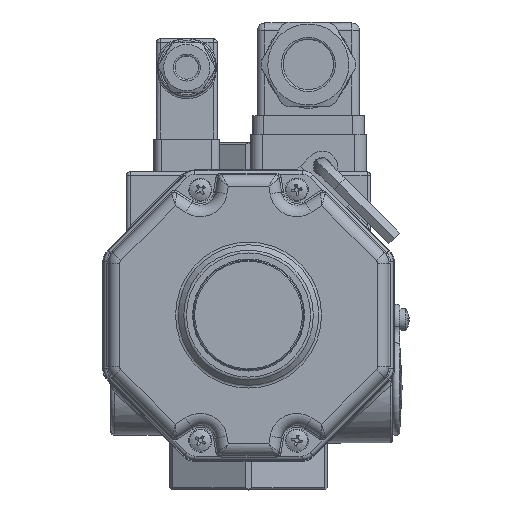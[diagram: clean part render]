
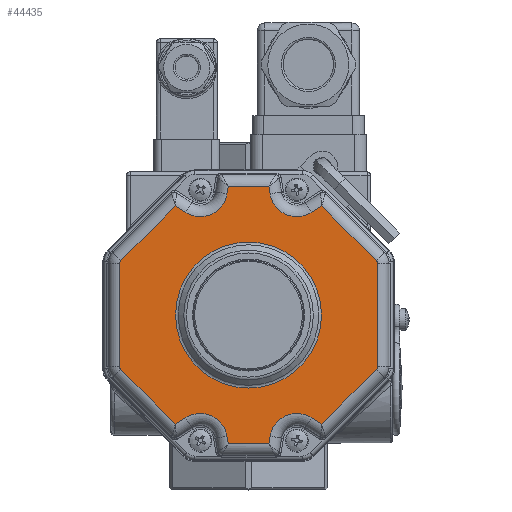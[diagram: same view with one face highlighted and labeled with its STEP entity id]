
A CAD part, top view. The second image highlights one B-rep face of the part: STEP entity #44435.
In plain terms, the highlighted face is planar.
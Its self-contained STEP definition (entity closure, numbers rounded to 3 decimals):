
#1505=PLANE('',#48688);
#4115=CIRCLE('',#48555,1.);
#4120=CIRCLE('',#48563,1.);
#4128=CIRCLE('',#48576,7.);
#4137=CIRCLE('',#48590,1.);
#4141=CIRCLE('',#48597,7.);
#4145=CIRCLE('',#48602,1.);
#4180=CIRCLE('',#48689,7.);
#4181=CIRCLE('',#48690,7.);
#4182=CIRCLE('',#48691,18.914);
#13004=ORIENTED_EDGE('',*,*,#19158,.T.);
#13005=ORIENTED_EDGE('',*,*,#19337,.T.);
#13006=ORIENTED_EDGE('',*,*,#19148,.T.);
#13007=ORIENTED_EDGE('',*,*,#19144,.T.);
#13008=ORIENTED_EDGE('',*,*,#19150,.T.);
#13009=ORIENTED_EDGE('',*,*,#19153,.T.);
#13010=ORIENTED_EDGE('',*,*,#19160,.T.);
#13011=ORIENTED_EDGE('',*,*,#19165,.T.);
#13012=ORIENTED_EDGE('',*,*,#19175,.T.);
#13013=ORIENTED_EDGE('',*,*,#19181,.T.);
#13014=ORIENTED_EDGE('',*,*,#19184,.T.);
#13015=ORIENTED_EDGE('',*,*,#19195,.T.);
#13016=ORIENTED_EDGE('',*,*,#19206,.T.);
#13017=ORIENTED_EDGE('',*,*,#19212,.T.);
#13018=ORIENTED_EDGE('',*,*,#19218,.T.);
#13019=ORIENTED_EDGE('',*,*,#19222,.T.);
#13020=ORIENTED_EDGE('',*,*,#19216,.T.);
#13021=ORIENTED_EDGE('',*,*,#19210,.T.);
#13022=ORIENTED_EDGE('',*,*,#19204,.T.);
#13023=ORIENTED_EDGE('',*,*,#19199,.T.);
#13024=ORIENTED_EDGE('',*,*,#19189,.T.);
#13025=ORIENTED_EDGE('',*,*,#19338,.T.);
#13026=ORIENTED_EDGE('',*,*,#19179,.T.);
#13027=ORIENTED_EDGE('',*,*,#19169,.T.);
#13028=ORIENTED_EDGE('',*,*,#19339,.T.);
#19144=EDGE_CURVE('',#22853,#22855,#25310,.T.);
#19148=EDGE_CURVE('',#22856,#22853,#25313,.T.);
#19150=EDGE_CURVE('',#22855,#22859,#4115,.T.);
#19153=EDGE_CURVE('',#22859,#22861,#25314,.T.);
#19158=EDGE_CURVE('',#22862,#22865,#25317,.T.);
#19160=EDGE_CURVE('',#22861,#22867,#4120,.T.);
#19165=EDGE_CURVE('',#22867,#22870,#25318,.T.);
#19169=EDGE_CURVE('',#22871,#22862,#25321,.T.);
#19175=EDGE_CURVE('',#22870,#22876,#25322,.T.);
#19179=EDGE_CURVE('',#22877,#22871,#25325,.T.);
#19181=EDGE_CURVE('',#22876,#22880,#4128,.T.);
#19184=EDGE_CURVE('',#22880,#22882,#25326,.T.);
#19189=EDGE_CURVE('',#22883,#22886,#25329,.T.);
#19195=EDGE_CURVE('',#22882,#22890,#25330,.T.);
#19199=EDGE_CURVE('',#22891,#22883,#25333,.T.);
#19204=EDGE_CURVE('',#22894,#22891,#4137,.T.);
#19206=EDGE_CURVE('',#22890,#22897,#25334,.T.);
#19210=EDGE_CURVE('',#22898,#22894,#25337,.T.);
#19212=EDGE_CURVE('',#22897,#22901,#4141,.T.);
#19216=EDGE_CURVE('',#22902,#22898,#4145,.T.);
#19218=EDGE_CURVE('',#22901,#22905,#25338,.T.);
#19222=EDGE_CURVE('',#22905,#22902,#25341,.T.);
#19337=EDGE_CURVE('',#22865,#22856,#4180,.T.);
#19338=EDGE_CURVE('',#22886,#22877,#4181,.T.);
#19339=EDGE_CURVE('',#22969,#22969,#4182,.T.);
#22853=VERTEX_POINT('',#76951);
#22855=VERTEX_POINT('',#76970);
#22856=VERTEX_POINT('',#76975);
#22859=VERTEX_POINT('',#76982);
#22861=VERTEX_POINT('',#76988);
#22862=VERTEX_POINT('',#77007);
#22865=VERTEX_POINT('',#77012);
#22867=VERTEX_POINT('',#77017);
#22870=VERTEX_POINT('',#77096);
#22871=VERTEX_POINT('',#77115);
#22876=VERTEX_POINT('',#77234);
#22877=VERTEX_POINT('',#77239);
#22880=VERTEX_POINT('',#77246);
#22882=VERTEX_POINT('',#77266);
#22883=VERTEX_POINT('',#77285);
#22886=VERTEX_POINT('',#77290);
#22890=VERTEX_POINT('',#77421);
#22891=VERTEX_POINT('',#77426);
#22894=VERTEX_POINT('',#77491);
#22897=VERTEX_POINT('',#77498);
#22898=VERTEX_POINT('',#77503);
#22901=VERTEX_POINT('',#77510);
#22902=VERTEX_POINT('',#77515);
#22905=VERTEX_POINT('',#77536);
#22969=VERTEX_POINT('',#77823);
#25310=LINE('',#76971,#27603);
#25313=LINE('',#76978,#27606);
#25314=LINE('',#76989,#27607);
#25317=LINE('',#77013,#27610);
#25318=LINE('',#77097,#27611);
#25321=LINE('',#77118,#27614);
#25322=LINE('',#77235,#27615);
#25325=LINE('',#77242,#27618);
#25326=LINE('',#77267,#27619);
#25329=LINE('',#77291,#27622);
#25330=LINE('',#77422,#27623);
#25333=LINE('',#77429,#27626);
#25334=LINE('',#77499,#27627);
#25337=LINE('',#77506,#27630);
#25338=LINE('',#77537,#27631);
#25341=LINE('',#77557,#27634);
#27603=VECTOR('',#58440,1000.);
#27606=VECTOR('',#58447,1000.);
#27607=VECTOR('',#58460,1000.);
#27610=VECTOR('',#58467,1000.);
#27611=VECTOR('',#58480,1000.);
#27614=VECTOR('',#58485,1000.);
#27615=VECTOR('',#58494,1000.);
#27618=VECTOR('',#58501,1000.);
#27619=VECTOR('',#58512,1000.);
#27622=VECTOR('',#58519,1000.);
#27623=VECTOR('',#58526,1000.);
#27626=VECTOR('',#58533,1000.);
#27627=VECTOR('',#58548,1000.);
#27630=VECTOR('',#58555,1000.);
#27631=VECTOR('',#58574,1000.);
#27634=VECTOR('',#58579,1000.);
#30245=EDGE_LOOP('',(#13004,#13005,#13006,#13007,#13008,#13009,#13010,#13011,
#13012,#13013,#13014,#13015,#13016,#13017,#13018,#13019,#13020,#13021,#13022,
#13023,#13024,#13025,#13026,#13027));
#30246=EDGE_LOOP('',(#13028));
#32986=FACE_BOUND('',#30245,.T.);
#32987=FACE_BOUND('',#30246,.T.);
#44435=ADVANCED_FACE('',(#32986,#32987),#1505,.T.);
#48555=AXIS2_PLACEMENT_3D('',#76983,#58452,#58453);
#48563=AXIS2_PLACEMENT_3D('',#77018,#58472,#58473);
#48576=AXIS2_PLACEMENT_3D('',#77247,#58506,#58507);
#48590=AXIS2_PLACEMENT_3D('',#77494,#58542,#58543);
#48597=AXIS2_PLACEMENT_3D('',#77511,#58560,#58561);
#48602=AXIS2_PLACEMENT_3D('',#77518,#58570,#58571);
#48688=AXIS2_PLACEMENT_3D('',#77819,#58826,#58827);
#48689=AXIS2_PLACEMENT_3D('',#77820,#58828,#58829);
#48690=AXIS2_PLACEMENT_3D('',#77821,#58830,#58831);
#48691=AXIS2_PLACEMENT_3D('',#77822,#58832,#58833);
#58440=DIRECTION('',(-0.707,0.,0.707));
#58447=DIRECTION('',(-0.844,0.,-0.536));
#58452=DIRECTION('',(0.,1.,0.));
#58453=DIRECTION('',(0.,0.,1.));
#58460=DIRECTION('',(0.,0.,1.));
#58467=DIRECTION('',(-0.156,0.,0.988));
#58472=DIRECTION('',(0.,1.,0.));
#58473=DIRECTION('',(0.,0.,1.));
#58480=DIRECTION('',(0.707,0.,0.707));
#58485=DIRECTION('',(-1.,0.,0.));
#58494=DIRECTION('',(0.844,0.,-0.536));
#58501=DIRECTION('',(-0.156,0.,-0.988));
#58506=DIRECTION('',(0.,-1.,0.));
#58507=DIRECTION('',(0.,0.,1.));
#58512=DIRECTION('',(0.156,0.,0.988));
#58519=DIRECTION('',(-0.844,0.,0.536));
#58526=DIRECTION('',(1.,0.,0.));
#58533=DIRECTION('',(-0.707,0.,-0.707));
#58542=DIRECTION('',(0.,1.,0.));
#58543=DIRECTION('',(0.,0.,1.));
#58548=DIRECTION('',(0.156,0.,-0.988));
#58555=DIRECTION('',(0.,0.,-1.));
#58560=DIRECTION('',(0.,-1.,0.));
#58561=DIRECTION('',(0.,0.,1.));
#58570=DIRECTION('',(0.,1.,0.));
#58571=DIRECTION('',(0.,0.,1.));
#58574=DIRECTION('',(0.844,0.,0.536));
#58579=DIRECTION('',(0.707,0.,-0.707));
#58826=DIRECTION('',(0.,1.,0.));
#58827=DIRECTION('',(0.,0.,1.));
#58828=DIRECTION('',(0.,-1.,0.));
#58829=DIRECTION('',(0.,0.,1.));
#58830=DIRECTION('',(0.,-1.,0.));
#58831=DIRECTION('',(0.,0.,1.));
#58832=DIRECTION('',(0.,-1.,0.));
#58833=DIRECTION('',(0.,0.,1.));
#76951=CARTESIAN_POINT('',(-18.939,26.,-28.296));
#76970=CARTESIAN_POINT('',(-33.107,26.,-14.128));
#76971=CARTESIAN_POINT('',(-33.107,26.,-14.128));
#76975=CARTESIAN_POINT('',(-16.251,26.,-26.59));
#76978=CARTESIAN_POINT('',(-20.292,26.,-29.154));
#76982=CARTESIAN_POINT('',(-33.4,26.,-13.421));
#76983=CARTESIAN_POINT('',(-32.4,26.,-13.421));
#76988=CARTESIAN_POINT('',(-33.4,26.,13.421));
#76989=CARTESIAN_POINT('',(-33.4,26.,13.421));
#77007=CARTESIAN_POINT('',(-5.27,26.,-33.4));
#77012=CARTESIAN_POINT('',(-5.586,26.,-31.405));
#77013=CARTESIAN_POINT('',(-10.302,26.,-1.632));
#77017=CARTESIAN_POINT('',(-33.107,26.,14.128));
#77018=CARTESIAN_POINT('',(-32.4,26.,13.421));
#77096=CARTESIAN_POINT('',(-18.939,26.,28.296));
#77097=CARTESIAN_POINT('',(-17.806,26.,29.429));
#77115=CARTESIAN_POINT('',(5.27,26.,-33.4));
#77118=CARTESIAN_POINT('',(-6.978,26.,-33.4));
#77234=CARTESIAN_POINT('',(-16.251,26.,26.59));
#77235=CARTESIAN_POINT('',(7.364,26.,11.603));
#77239=CARTESIAN_POINT('',(5.586,26.,-31.405));
#77242=CARTESIAN_POINT('',(5.003,26.,-35.087));
#77246=CARTESIAN_POINT('',(-5.586,26.,31.405));
#77247=CARTESIAN_POINT('',(-12.5,26.,32.5));
#77266=CARTESIAN_POINT('',(-5.27,26.,33.4));
#77267=CARTESIAN_POINT('',(-5.003,26.,35.087));
#77285=CARTESIAN_POINT('',(18.939,26.,-28.296));
#77290=CARTESIAN_POINT('',(16.251,26.,-26.59));
#77291=CARTESIAN_POINT('',(-7.364,26.,-11.603));
#77421=CARTESIAN_POINT('',(5.27,26.,33.4));
#77422=CARTESIAN_POINT('',(6.978,26.,33.4));
#77426=CARTESIAN_POINT('',(33.107,26.,-14.128));
#77429=CARTESIAN_POINT('',(17.806,26.,-29.429));
#77491=CARTESIAN_POINT('',(33.4,26.,-13.421));
#77494=CARTESIAN_POINT('',(32.4,26.,-13.421));
#77498=CARTESIAN_POINT('',(5.586,26.,31.405));
#77499=CARTESIAN_POINT('',(10.302,26.,1.632));
#77503=CARTESIAN_POINT('',(33.4,26.,13.421));
#77506=CARTESIAN_POINT('',(33.4,26.,-13.421));
#77510=CARTESIAN_POINT('',(16.251,26.,26.59));
#77511=CARTESIAN_POINT('',(12.5,26.,32.5));
#77515=CARTESIAN_POINT('',(33.107,26.,14.128));
#77518=CARTESIAN_POINT('',(32.4,26.,13.421));
#77536=CARTESIAN_POINT('',(18.939,26.,28.296));
#77537=CARTESIAN_POINT('',(20.292,26.,29.154));
#77557=CARTESIAN_POINT('',(33.107,26.,14.128));
#77819=CARTESIAN_POINT('',(0.,26.,0.));
#77820=CARTESIAN_POINT('',(-12.5,26.,-32.5));
#77821=CARTESIAN_POINT('',(12.5,26.,-32.5));
#77822=CARTESIAN_POINT('',(0.,26.,0.));
#77823=CARTESIAN_POINT('',(0.,26.,18.914));
